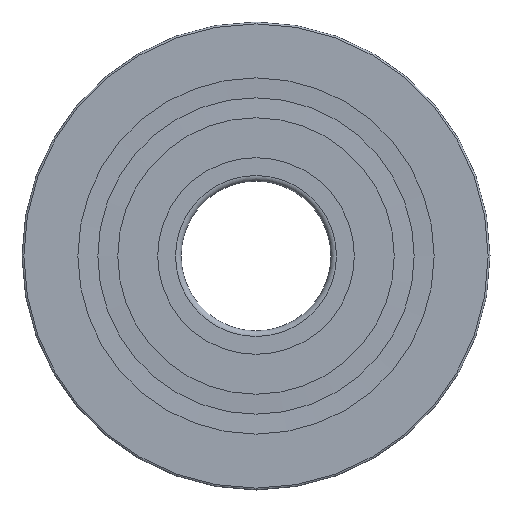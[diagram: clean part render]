
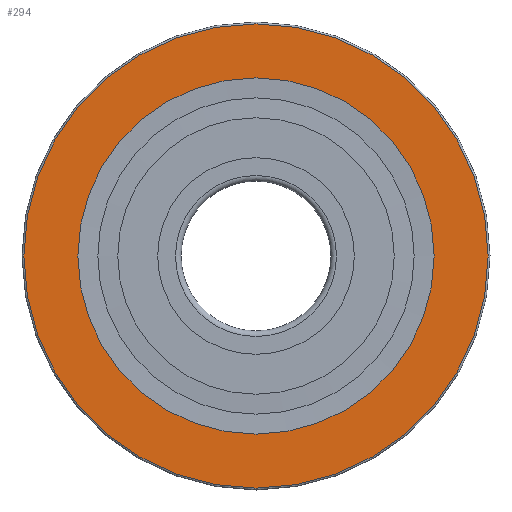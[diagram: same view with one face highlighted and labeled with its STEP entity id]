
A CAD part, left-side view. The second image highlights one B-rep face of the part: STEP entity #294.
In plain terms, the highlighted planar face has unit normal (-1, 0, 0).
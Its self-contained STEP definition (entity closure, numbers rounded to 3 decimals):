
#294 = ADVANCED_FACE( '', ( #505, #506 ), #507, .T. );
#505 = FACE_BOUND( '', #704, .T. );
#506 = FACE_OUTER_BOUND( '', #705, .T. );
#507 = PLANE( '', #706 );
#704 = EDGE_LOOP( '', ( #927 ) );
#705 = EDGE_LOOP( '', ( #928 ) );
#706 = AXIS2_PLACEMENT_3D( '', #929, #930, #931 );
#927 = ORIENTED_EDGE( '', *, *, #1142, .T. );
#928 = ORIENTED_EDGE( '', *, *, #1143, .F. );
#929 = CARTESIAN_POINT( '', ( 0., 12.4, 0. ) );
#930 = DIRECTION( '', ( -1., 0., 0. ) );
#931 = DIRECTION( '', ( 0., 0., 1. ) );
#1142 = EDGE_CURVE( '', #1262, #1262, #1263, .T. );
#1143 = EDGE_CURVE( '', #1264, #1264, #1265, .T. );
#1262 = VERTEX_POINT( '', #1398 );
#1263 = CIRCLE( '', #1399, 9.515 );
#1264 = VERTEX_POINT( '', #1400 );
#1265 = CIRCLE( '', #1401, 12.4 );
#1398 = CARTESIAN_POINT( '', ( 0., 0., -9.515 ) );
#1399 = AXIS2_PLACEMENT_3D( '', #1542, #1543, #1544 );
#1400 = CARTESIAN_POINT( '', ( 0., 0., -12.4 ) );
#1401 = AXIS2_PLACEMENT_3D( '', #1545, #1546, #1547 );
#1542 = CARTESIAN_POINT( '', ( 0., 0., 0. ) );
#1543 = DIRECTION( '', ( 1., 0., 0. ) );
#1544 = DIRECTION( '', ( 0., 0., -1. ) );
#1545 = CARTESIAN_POINT( '', ( 0., 0., 0. ) );
#1546 = DIRECTION( '', ( 1., 0., 0. ) );
#1547 = DIRECTION( '', ( 0., 0., -1. ) );
